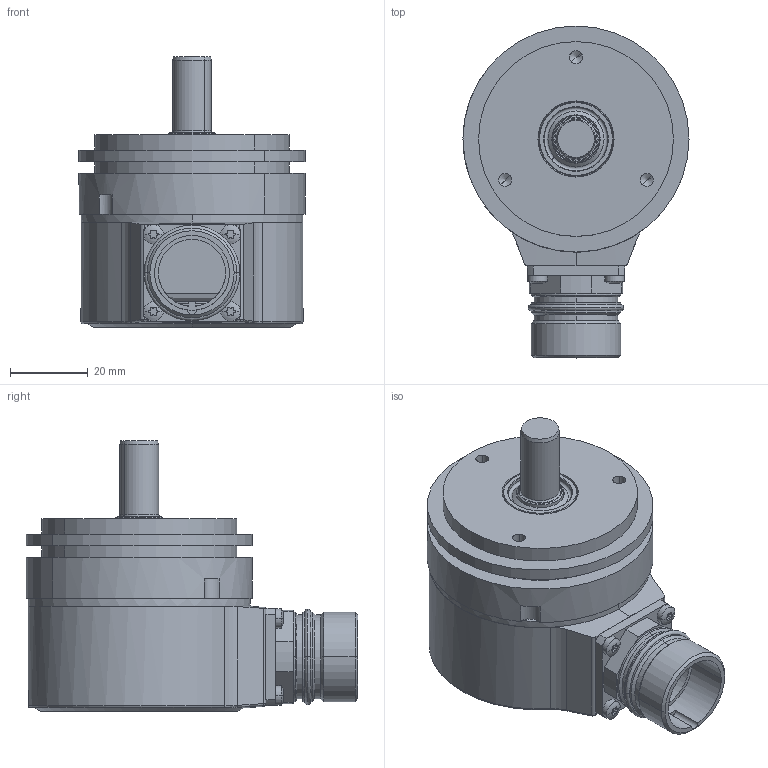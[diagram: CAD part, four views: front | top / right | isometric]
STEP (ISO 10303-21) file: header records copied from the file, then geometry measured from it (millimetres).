
FILE_DESCRIPTION((''),'2;1');
FILE_NAME('809643','2011-11-29T',('se2930'),(''),'PRO/ENGINEER BY PARAMETRIC TECHNOLOGY CORPORATION, 2010180','PRO/ENGINEER BY PARAMETRIC TECHNOLOGY CORPORATION, 2010180','');
FILE_SCHEMA(('CONFIG_CONTROL_DESIGN','SHAPE_APPEARANCE_LAYERS_GROUPS'));
Length unit declared in the file: millimetre
Products named in the file (1): 809643
Bounding box: 58 x 85.1 x 69.5 mm (x, y, z)
Volume: 72694.7 mm3; surface area: 47013.8 mm2
Topology: 16 solids, 31 shells, 1364 faces, 3674 edges, 2332 vertices
Faces by surface type: cylinder 638, plane 360, cone 216, torus 61, sphere 60, bspline 29
Entity records: 51333 total; most frequent: CARTESIAN_POINT 12634, ORIENTED_EDGE 7120, DIRECTION 7018, EDGE_CURVE 3560, AXIS2_PLACEMENT_3D 2804, VERTEX_POINT 2332, CIRCLE 1469, EDGE_LOOP 1448
